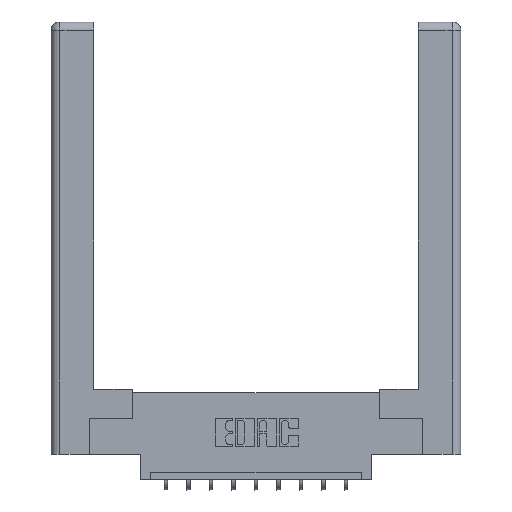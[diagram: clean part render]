
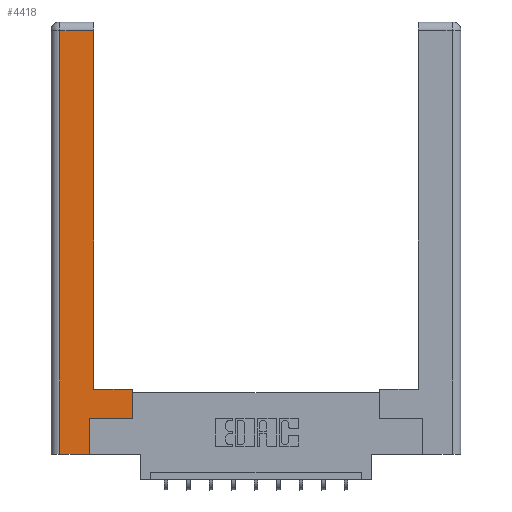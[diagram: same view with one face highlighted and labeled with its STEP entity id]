
A CAD part, top view. The second image highlights one B-rep face of the part: STEP entity #4418.
In plain terms, the highlighted planar face has unit normal (0, 0, 1).
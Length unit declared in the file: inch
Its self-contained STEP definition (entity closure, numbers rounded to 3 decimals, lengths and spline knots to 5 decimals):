
#144 = CARTESIAN_POINT ( 'NONE',  ( 0.295, 0.45, 0. ) ) ;
#540 = CARTESIAN_POINT ( 'NONE',  ( 0., 0., 0. ) ) ;
#543 = EDGE_CURVE ( 'NONE', #8218, #13233, #3645, .T. ) ;
#685 = EDGE_CURVE ( 'NONE', #6014, #8218, #12958, .T. ) ;
#924 = VERTEX_POINT ( 'NONE', #6203 ) ;
#1177 = VERTEX_POINT ( 'NONE', #13045 ) ;
#1424 = DIRECTION ( 'NONE',  ( -1., 0., 0. ) ) ;
#1441 = CARTESIAN_POINT ( 'NONE',  ( 0.295, 3., 0. ) ) ;
#1463 = DIRECTION ( 'NONE',  ( 0., -1., 0. ) ) ;
#1627 = DIRECTION ( 'NONE',  ( -1., 0., 0. ) ) ;
#1947 = CARTESIAN_POINT ( 'NONE',  ( 0.565, 0.245, 0. ) ) ;
#1958 = VERTEX_POINT ( 'NONE', #144 ) ;
#1981 = CARTESIAN_POINT ( 'NONE',  ( 0.565, 0.45, 0. ) ) ;
#2374 = DIRECTION ( 'NONE',  ( 0., 1., 0. ) ) ;
#2391 = CARTESIAN_POINT ( 'NONE',  ( 0.0615, 0., 0. ) ) ;
#2491 = ORIENTED_EDGE ( 'NONE', *, *, #10497, .T. ) ;
#2497 = VECTOR ( 'NONE', #1463, 39.37008 ) ;
#2512 = DIRECTION ( 'NONE',  ( 0., 1., 0. ) ) ;
#2555 = CARTESIAN_POINT ( 'NONE',  ( 0.265, 0.245, 0. ) ) ;
#2778 = EDGE_CURVE ( 'NONE', #6402, #1958, #11393, .T. ) ;
#2817 = VECTOR ( 'NONE', #10431, 39.37008 ) ;
#2861 = LINE ( 'NONE', #11005, #9531 ) ;
#3038 = LINE ( 'NONE', #6573, #7919 ) ;
#3523 = CARTESIAN_POINT ( 'NONE',  ( 0.295, 0.45, 0. ) ) ;
#3633 = PLANE ( 'NONE',  #11168 ) ;
#3645 = LINE ( 'NONE', #1947, #2817 ) ;
#3752 = LINE ( 'NONE', #1981, #8752 ) ;
#3756 = EDGE_CURVE ( 'NONE', #13233, #6402, #3752, .T. ) ;
#4304 = ORIENTED_EDGE ( 'NONE', *, *, #4994, .T. ) ;
#4418 = ADVANCED_FACE ( 'NONE', ( #9234 ), #3633, .F. ) ;
#4835 = CARTESIAN_POINT ( 'NONE',  ( 0.565, 0.245, 0. ) ) ;
#4913 = ORIENTED_EDGE ( 'NONE', *, *, #12192, .T. ) ;
#4994 = EDGE_CURVE ( 'NONE', #1177, #924, #2861, .T. ) ;
#5570 = ORIENTED_EDGE ( 'NONE', *, *, #543, .T. ) ;
#5748 = ORIENTED_EDGE ( 'NONE', *, *, #685, .T. ) ;
#6005 = ORIENTED_EDGE ( 'NONE', *, *, #2778, .T. ) ;
#6014 = VERTEX_POINT ( 'NONE', #8233 ) ;
#6203 = CARTESIAN_POINT ( 'NONE',  ( 0.0615, 2.94, 0. ) ) ;
#6402 = VERTEX_POINT ( 'NONE', #11227 ) ;
#6573 = CARTESIAN_POINT ( 'NONE',  ( 0.265, 0., 0. ) ) ;
#6869 = LINE ( 'NONE', #2391, #2497 ) ;
#7129 = VERTEX_POINT ( 'NONE', #7559 ) ;
#7389 = DIRECTION ( 'NONE',  ( 0., 1., 0. ) ) ;
#7559 = CARTESIAN_POINT ( 'NONE',  ( 0.0615, 0., 0. ) ) ;
#7787 = VECTOR ( 'NONE', #1424, 39.37008 ) ;
#7919 = VECTOR ( 'NONE', #12208, 39.37008 ) ;
#8218 = VERTEX_POINT ( 'NONE', #2555 ) ;
#8233 = CARTESIAN_POINT ( 'NONE',  ( 0.265, 0., 0. ) ) ;
#8752 = VECTOR ( 'NONE', #7389, 39.37008 ) ;
#8773 = CARTESIAN_POINT ( 'NONE',  ( 0.265, 0.245, 0. ) ) ;
#9234 = FACE_OUTER_BOUND ( 'NONE', #9739, .T. ) ;
#9332 = LINE ( 'NONE', #1441, #12162 ) ;
#9531 = VECTOR ( 'NONE', #12122, 39.37008 ) ;
#9739 = EDGE_LOOP ( 'NONE', ( #2491, #4304, #10010, #4913, #5748, #5570, #12151, #6005 ) ) ;
#10010 = ORIENTED_EDGE ( 'NONE', *, *, #13655, .T. ) ;
#10431 = DIRECTION ( 'NONE',  ( 1., 0., 0. ) ) ;
#10497 = EDGE_CURVE ( 'NONE', #1958, #1177, #9332, .T. ) ;
#10793 = VECTOR ( 'NONE', #2374, 39.37008 ) ;
#11005 = CARTESIAN_POINT ( 'NONE',  ( 0.0615, 2.94, 0. ) ) ;
#11168 = AXIS2_PLACEMENT_3D ( 'NONE', #540, #12159, #1627 ) ;
#11227 = CARTESIAN_POINT ( 'NONE',  ( 0.565, 0.45, 0. ) ) ;
#11393 = LINE ( 'NONE', #3523, #7787 ) ;
#12122 = DIRECTION ( 'NONE',  ( -1., 0., 0. ) ) ;
#12151 = ORIENTED_EDGE ( 'NONE', *, *, #3756, .T. ) ;
#12159 = DIRECTION ( 'NONE',  ( 0., 0., -1. ) ) ;
#12162 = VECTOR ( 'NONE', #2512, 39.37008 ) ;
#12192 = EDGE_CURVE ( 'NONE', #7129, #6014, #3038, .T. ) ;
#12208 = DIRECTION ( 'NONE',  ( 1., 0., 0. ) ) ;
#12958 = LINE ( 'NONE', #8773, #10793 ) ;
#13045 = CARTESIAN_POINT ( 'NONE',  ( 0.295, 2.94, 0. ) ) ;
#13233 = VERTEX_POINT ( 'NONE', #4835 ) ;
#13655 = EDGE_CURVE ( 'NONE', #924, #7129, #6869, .T. ) ;
